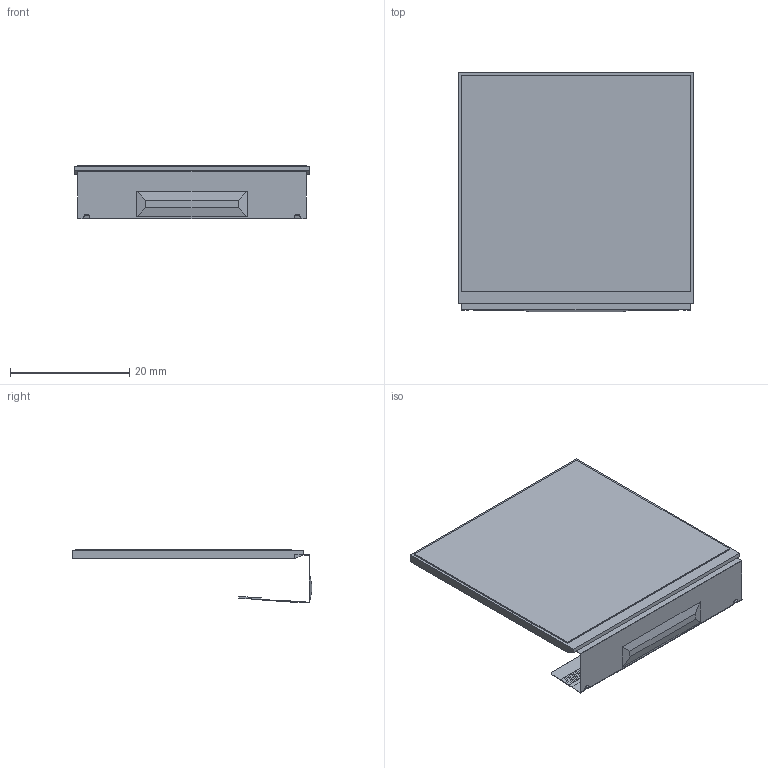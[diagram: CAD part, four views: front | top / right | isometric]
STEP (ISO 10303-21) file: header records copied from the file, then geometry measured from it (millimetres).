
FILE_DESCRIPTION(('FreeCAD Model'),'2;1');
FILE_NAME('Open CASCADE Shape Model','2025-01-27T16:56:03',('Author'),( ''),'Open CASCADE STEP processor 7.8','FreeCAD','Unknown');
FILE_SCHEMA(('AUTOMOTIVE_DESIGN { 1 0 10303 214 1 1 1 1 }'));
Length unit declared in the file: millimetre
Products named in the file (9): NHD-1.91-176176B_Rev1A005; glass; connector; fpc-frame; backplane; frame; fpc-end; fpc-mid002; fpc-start
Assembly tree (8 placements, depth 2):
  NHD-1.91-176176B_Rev1A005
    glass
    connector
    fpc-frame
    backplane
    frame
    fpc-end
    fpc-mid002
    fpc-start
Bounding box: 39.5 x 40.18 x 8.99 mm (x, y, z)
Volume: 2541.2 mm3; surface area: 10808.6 mm2
Topology: 8 solids, 8 shells, 457 faces, 1317 edges, 878 vertices
Faces by surface type: plane 437, cylinder 20
Entity records: 15319 total; most frequent: CARTESIAN_POINT 2661, ORIENTED_EDGE 2634, DIRECTION 2289, EDGE_CURVE 1317, LINE 1277, VECTOR 1277, VERTEX_POINT 878, AXIS2_PLACEMENT_3D 506
